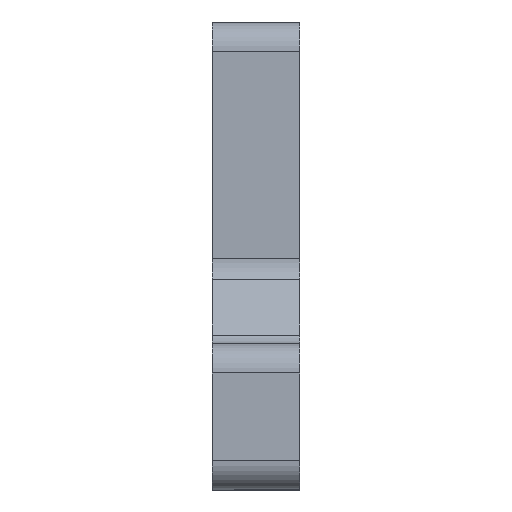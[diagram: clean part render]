
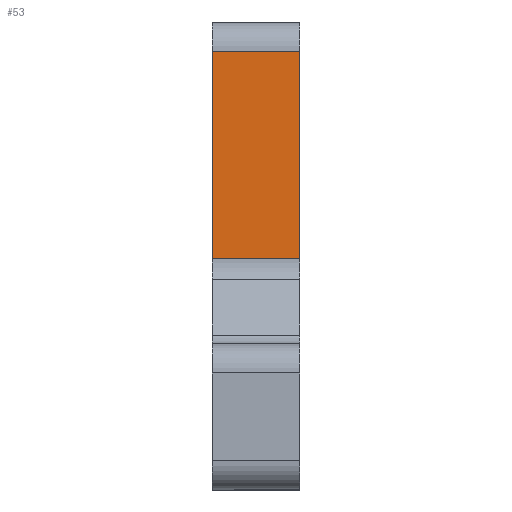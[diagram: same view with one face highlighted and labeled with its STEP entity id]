
A CAD part, front view. The second image highlights one B-rep face of the part: STEP entity #53.
In plain terms, the highlighted planar face has unit normal (0, -1, 0).
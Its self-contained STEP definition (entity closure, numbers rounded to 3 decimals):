
#53=ADVANCED_FACE('',(#133),#135,.T.);
#133=FACE_BOUND('',#134,.T.);
#134=EDGE_LOOP('',(#452,#453,#454,#455));
#135=PLANE('',#136);
#136=AXIS2_PLACEMENT_3D('',#137,#138,#139);
#137=CARTESIAN_POINT('',(-3.,69.,32.));
#138=DIRECTION('',(0.,-1.,0.));
#139=DIRECTION('',(0.,0.,-1.));
#452=ORIENTED_EDGE('',*,*,#658,.T.);
#453=ORIENTED_EDGE('',*,*,#603,.F.);
#454=ORIENTED_EDGE('',*,*,#659,.F.);
#455=ORIENTED_EDGE('',*,*,#617,.T.);
#603=EDGE_CURVE('',#731,#687,#733,.T.);
#617=EDGE_CURVE('',#761,#758,#762,.T.);
#658=EDGE_CURVE('',#758,#687,#836,.T.);
#659=EDGE_CURVE('',#761,#731,#837,.T.);
#687=VERTEX_POINT('',#865);
#731=VERTEX_POINT('',#964);
#733=LINE('',#969,#970);
#758=VERTEX_POINT('',#1027);
#761=VERTEX_POINT('',#1033);
#762=LINE('',#1034,#1035);
#836=LINE('',#1208,#1209);
#837=LINE('',#1211,#1212);
#865=CARTESIAN_POINT('',(3.,69.,15.828));
#964=CARTESIAN_POINT('',(3.,69.,30.));
#969=CARTESIAN_POINT('',(3.,69.,30.));
#970=VECTOR('',#971,1.);
#971=DIRECTION('',(0.,0.,-1.));
#1027=CARTESIAN_POINT('',(-3.,69.,15.828));
#1033=CARTESIAN_POINT('',(-3.,69.,30.));
#1034=CARTESIAN_POINT('',(-3.,69.,30.));
#1035=VECTOR('',#1036,1.);
#1036=DIRECTION('',(0.,0.,-1.));
#1208=CARTESIAN_POINT('',(-3.,69.,15.828));
#1209=VECTOR('',#1210,1.);
#1210=DIRECTION('',(1.,0.,0.));
#1211=CARTESIAN_POINT('',(-3.,69.,30.));
#1212=VECTOR('',#1213,1.);
#1213=DIRECTION('',(1.,0.,0.));
